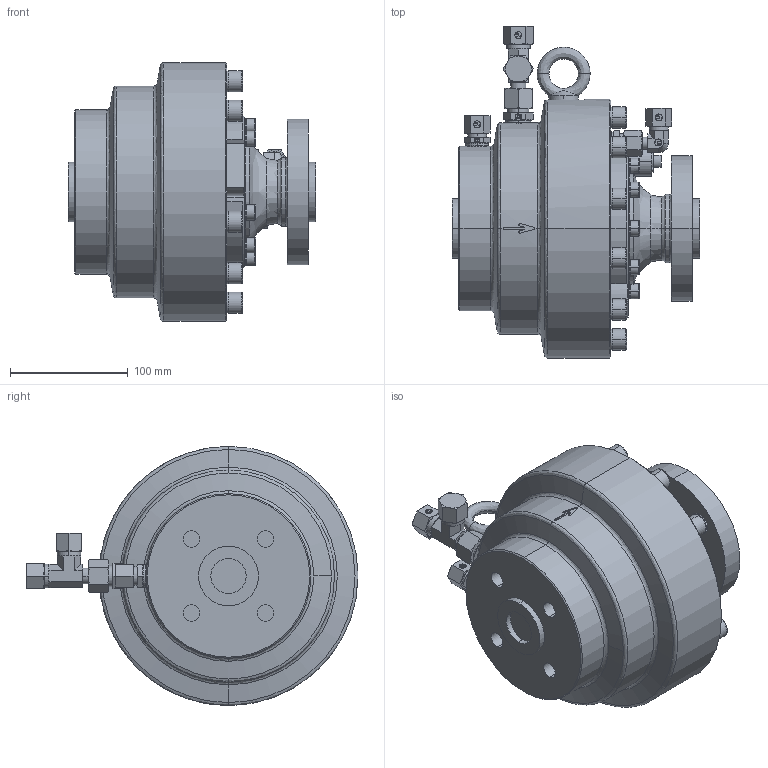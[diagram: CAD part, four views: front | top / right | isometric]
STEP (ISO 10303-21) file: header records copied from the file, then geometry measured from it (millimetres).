
FILE_DESCRIPTION (( 'STEP AP214' ), '1' );
FILE_NAME ('HON 512_DN_25.STEP', '2017-03-02T12:24:53', ( '' ), ( '' ), 'SwSTEP 2.0', 'SolidWorks 2015', '' );
FILE_SCHEMA (( 'AUTOMOTIVE_DESIGN' ));
Length unit declared in the file: millimetre
Products named in the file (1): HON 512_DN_25
Bounding box: 210 x 282 x 220 mm (x, y, z)
Volume: 4359237.7 mm3; surface area: 247761.2 mm2
Topology: 5 solids, 5 shells, 1262 faces, 3012 edges, 1852 vertices
Faces by surface type: plane 628, cylinder 314, cone 249, bspline 71
Entity records: 52319 total; most frequent: CARTESIAN_POINT 9421, DIRECTION 6138, ORIENTED_EDGE 5932, EDGE_CURVE 2966, AXIS2_PLACEMENT_3D 2298, VERTEX_POINT 1852, VECTOR 1542, LINE 1542
